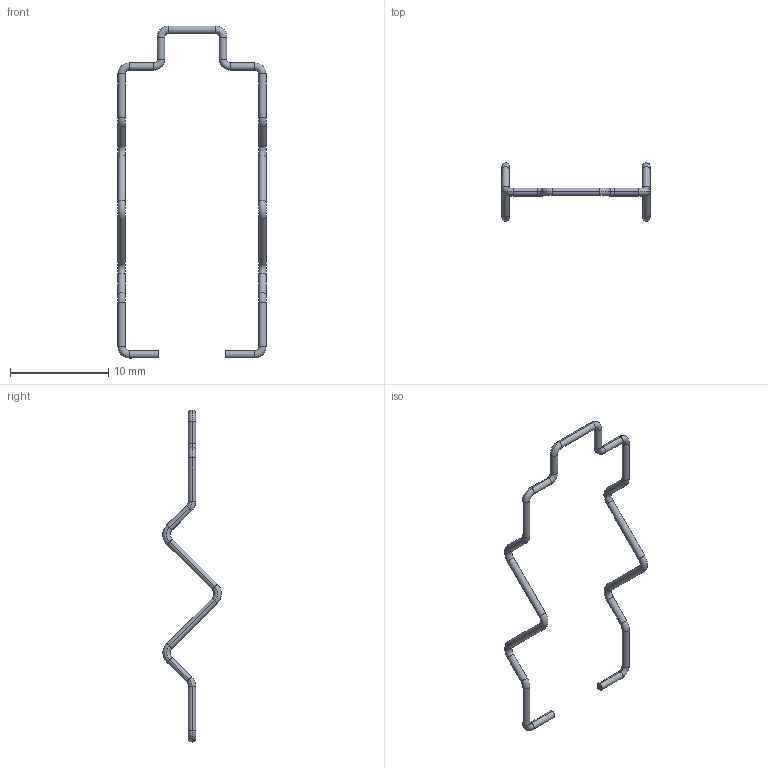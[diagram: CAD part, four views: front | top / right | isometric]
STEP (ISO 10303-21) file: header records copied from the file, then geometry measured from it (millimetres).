
FILE_DESCRIPTION(('CATIA V5 STEP Exchange','CAx-IF Rec.Pracs.--- Model Styling and Organization---1.4--- 2014-01-23'),'2;1');
FILE_NAME ('12618749_5_7760056368_S3D_SDI_CLIP_LM.stp','2023-12-06T11:58:08+00:00',('none'),('Weidmueller'),'CATIA Version 5-6 Release 2016 SP3 HF44','CATIA V5 STEP AP214','none');
FILE_SCHEMA(('AUTOMOTIVE_DESIGN { 1 0 10303 214 1 1 1 1 }'));
Length unit declared in the file: millimetre
Products named in the file (1): S3D_SDI_CLIP_LM
Bounding box: 15.05 x 5.94 x 33.75 mm (x, y, z)
Volume: 43.1 mm3; surface area: 230.5 mm2
Topology: 1 solids, 1 shells, 76 faces, 150 edges, 76 vertices
Faces by surface type: cylinder 38, torus 32, bspline 4, plane 2
Entity records: 2035 total; most frequent: CARTESIAN_POINT 612, ORIENTED_EDGE 300, DIRECTION 208, EDGE_CURVE 150, AXIS2_PLACEMENT_3D 138, CIRCLE 104, ADVANCED_FACE 76, OVER_RIDING_STYLED_ITEM 76
